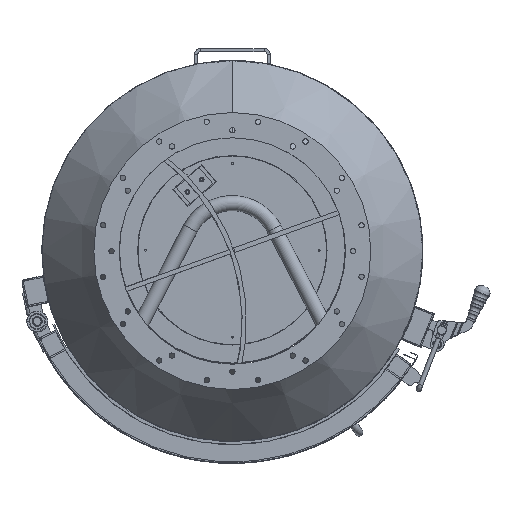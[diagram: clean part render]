
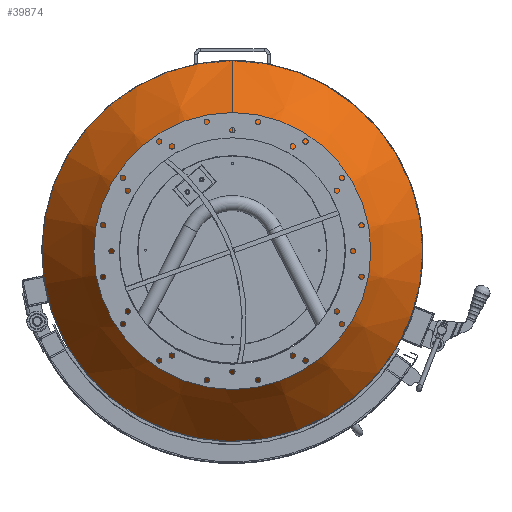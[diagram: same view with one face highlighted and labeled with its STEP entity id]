
A CAD part, front view. The second image highlights one B-rep face of the part: STEP entity #39874.
In plain terms, the highlighted conical face has half-angle 35.381 degrees and reference radius 404.131 mm.
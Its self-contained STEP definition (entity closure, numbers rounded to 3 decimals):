
#3373=LINE('',#87919,#6124);
#3377=LINE('',#87927,#6128);
#6124=VECTOR('',#50803,10.);
#6128=VECTOR('',#50809,10.);
#11339=FACE_OUTER_BOUND('',#14256,.T.);
#14256=EDGE_LOOP('',(#32808,#32809,#32810,#32811));
#16102=CIRCLE('',#43109,303.261);
#16103=CIRCLE('',#43113,505.);
#18853=VERTEX_POINT('',#87910);
#18854=VERTEX_POINT('',#87911);
#18857=VERTEX_POINT('',#87918);
#18860=VERTEX_POINT('',#87925);
#23665=EDGE_CURVE('',#18853,#18854,#16102,.T.);
#23668=EDGE_CURVE('',#18857,#18853,#3373,.T.);
#23672=EDGE_CURVE('',#18854,#18860,#3377,.T.);
#23674=EDGE_CURVE('',#18857,#18860,#16103,.T.);
#32808=ORIENTED_EDGE('',*,*,#23668,.T.);
#32809=ORIENTED_EDGE('',*,*,#23665,.T.);
#32810=ORIENTED_EDGE('',*,*,#23672,.T.);
#32811=ORIENTED_EDGE('',*,*,#23674,.F.);
#35965=CONICAL_SURFACE('',#43112,404.131,35.381);
#39874=ADVANCED_FACE('',(#11339),#35965,.T.);
#43109=AXIS2_PLACEMENT_3D('',#87912,#50797,#50798);
#43112=AXIS2_PLACEMENT_3D('',#87929,#50811,#50812);
#43113=AXIS2_PLACEMENT_3D('',#87930,#50813,#50814);
#50797=DIRECTION('center_axis',(0.,1.,0.));
#50798=DIRECTION('ref_axis',(-1.,0.,0.));
#50803=DIRECTION('',(0.,-0.815,-0.579));
#50809=DIRECTION('',(0.,0.815,0.579));
#50811=DIRECTION('center_axis',(0.,1.,0.));
#50812=DIRECTION('ref_axis',(-1.,0.,0.));
#50813=DIRECTION('center_axis',(0.,1.,0.));
#50814=DIRECTION('ref_axis',(-1.,0.,0.));
#87910=CARTESIAN_POINT('',(0.05,-758.193,303.261));
#87911=CARTESIAN_POINT('',(-0.05,-758.193,303.261));
#87912=CARTESIAN_POINT('Origin',(0.,-758.193,
0.));
#87918=CARTESIAN_POINT('',(0.05,-474.123,505.));
#87919=CARTESIAN_POINT('',(0.05,-616.158,404.131));
#87925=CARTESIAN_POINT('',(-0.05,-474.123,505.));
#87927=CARTESIAN_POINT('',(-0.05,-616.158,404.131));
#87929=CARTESIAN_POINT('Origin',(0.,-616.158,
0.));
#87930=CARTESIAN_POINT('Origin',(0.,-474.123,
0.));
